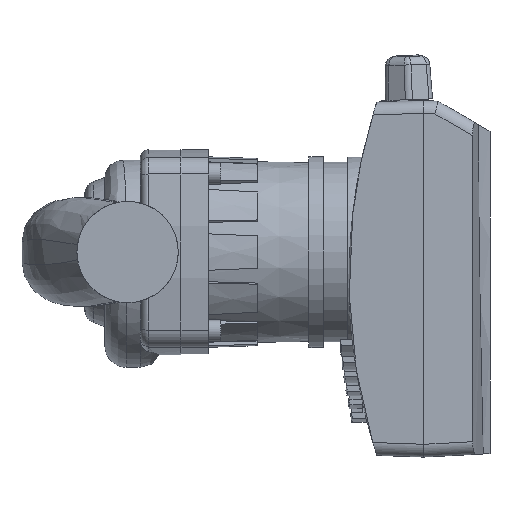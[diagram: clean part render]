
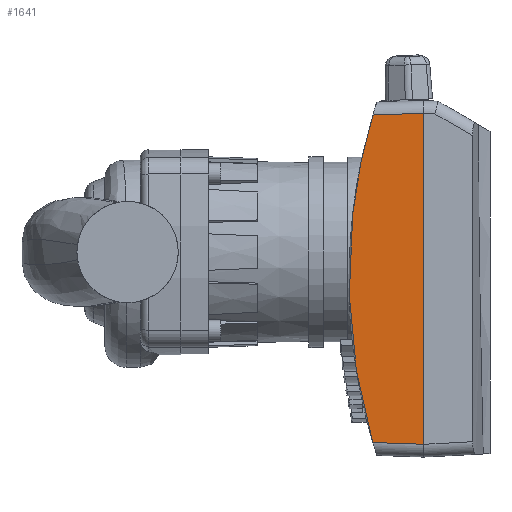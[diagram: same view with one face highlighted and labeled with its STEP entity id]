
A CAD part, front view. The second image highlights one B-rep face of the part: STEP entity #1641.
In plain terms, the highlighted planar face has unit normal (-0.035, -0.999, 0).
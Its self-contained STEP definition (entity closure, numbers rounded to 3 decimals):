
#1279 = VERTEX_POINT ( 'NONE', #7889 ) ;
#1367 = VERTEX_POINT ( 'NONE', #7979 ) ;
#1369 = EDGE_CURVE ( 'NONE', #1367, #1279, #7978, .T. ) ;
#1549 = ORIENTED_EDGE ( 'NONE', *, *, #1550, .T. ) ;
#1550 = EDGE_CURVE ( 'NONE', #1590, #1279, #8410, .T. ) ;
#1589 = EDGE_CURVE ( 'NONE', #1590, #1591, #8479, .T. ) ;
#1590 = VERTEX_POINT ( 'NONE', #8481 ) ;
#1591 = VERTEX_POINT ( 'NONE', #8480 ) ;
#1641 = ADVANCED_FACE ( 'NONE', ( #8639 ), #8637, .T. ) ;
#1642 = EDGE_LOOP ( 'NONE', ( #1643, #1644, #1646, #1549 ) ) ;
#1643 = ORIENTED_EDGE ( 'NONE', *, *, #1369, .F. ) ;
#1644 = ORIENTED_EDGE ( 'NONE', *, *, #1645, .T. ) ;
#1645 = EDGE_CURVE ( 'NONE', #1367, #1591, #8638, .T. ) ;
#1646 = ORIENTED_EDGE ( 'NONE', *, *, #1589, .F. ) ;
#7889 = CARTESIAN_POINT ( 'NONE',  ( 113.7, -68.5, -90.004 ) ) ;
#7976 = VECTOR ( 'NONE', #8072, 1000. ) ;
#7977 = CARTESIAN_POINT ( 'NONE',  ( 113.7, -68.5, -96. ) ) ;
#7978 = LINE ( 'NONE', #7977, #7976 ) ;
#7979 = CARTESIAN_POINT ( 'NONE',  ( 113.7, -68.5, 65.004 ) ) ;
#8072 = DIRECTION ( 'NONE',  ( 0., 0., -1. ) ) ;
#8407 = DIRECTION ( 'NONE',  ( 0.999, -0.035, -0.035 ) ) ;
#8408 = VECTOR ( 'NONE', #8407, 1000. ) ;
#8409 = CARTESIAN_POINT ( 'NONE',  ( 113.909, -68.507, -90.011 ) ) ;
#8410 = LINE ( 'NONE', #8409, #8408 ) ;
#8475 = CARTESIAN_POINT ( 'NONE',  ( 89.814, -67.666, 64.17 ) ) ;
#8476 = CARTESIAN_POINT ( 'NONE',  ( 74.891, -67.145, 13.778 ) ) ;
#8477 = CARTESIAN_POINT ( 'NONE',  ( 74.891, -67.145, -38.778 ) ) ;
#8478 = CARTESIAN_POINT ( 'NONE',  ( 89.814, -67.666, -89.17 ) ) ;
#8479 =( BOUNDED_CURVE ( )  B_SPLINE_CURVE ( 3, ( #8478, #8477, #8476, #8475 ),
 .UNSPECIFIED., .F., .T. ) 
 B_SPLINE_CURVE_WITH_KNOTS ( ( 4, 4 ),
 ( 2.854, 3.43 ),
 .UNSPECIFIED. ) 
 CURVE ( )  GEOMETRIC_REPRESENTATION_ITEM ( )  RATIONAL_B_SPLINE_CURVE ( ( 1., 0.973, 0.973, 1. ) ) 
 REPRESENTATION_ITEM ( '' )  );
#8480 = CARTESIAN_POINT ( 'NONE',  ( 89.814, -67.666, 64.17 ) ) ;
#8481 = CARTESIAN_POINT ( 'NONE',  ( 89.814, -67.666, -89.17 ) ) ;
#8630 = DIRECTION ( 'NONE',  ( -0.999, 0.035, -0.035 ) ) ;
#8631 = VECTOR ( 'NONE', #8630, 1000. ) ;
#8632 = CARTESIAN_POINT ( 'NONE',  ( 108.091, -68.304, 64.808 ) ) ;
#8633 = DIRECTION ( 'NONE',  ( 0.999, -0.035, 0. ) ) ;
#8634 = DIRECTION ( 'NONE',  ( -0.035, -0.999, 0. ) ) ;
#8635 = CARTESIAN_POINT ( 'NONE',  ( 113.7, -68.5, -96. ) ) ;
#8636 = AXIS2_PLACEMENT_3D ( 'NONE', #8635, #8634, #8633 ) ;
#8637 = PLANE ( 'NONE',  #8636 ) ;
#8638 = LINE ( 'NONE', #8632, #8631 ) ;
#8639 = FACE_OUTER_BOUND ( 'NONE', #1642, .T. ) ;
